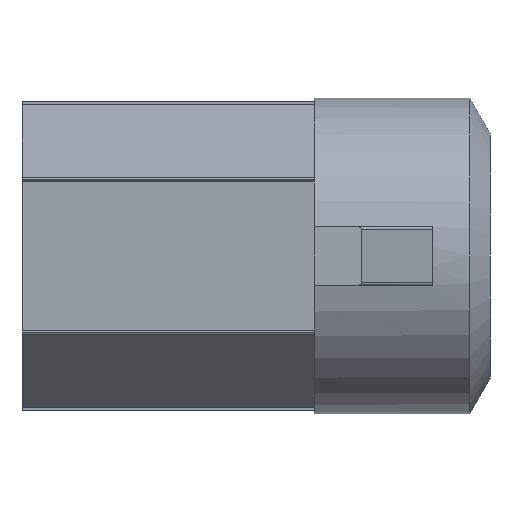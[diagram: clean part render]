
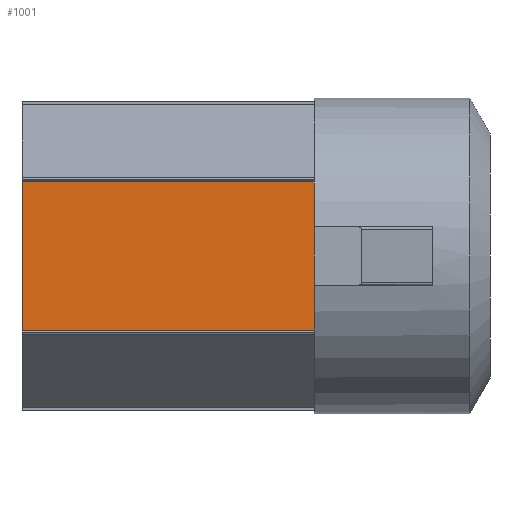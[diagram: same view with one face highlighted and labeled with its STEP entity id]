
A CAD part, left-side view. The second image highlights one B-rep face of the part: STEP entity #1001.
In plain terms, the highlighted planar face has unit normal (-1, 0, 0).
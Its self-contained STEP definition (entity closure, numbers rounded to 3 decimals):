
#162=DIRECTION('',(0.,0.,1.));
#163=VECTOR('',#162,12.759);
#164=CARTESIAN_POINT('',(-11.25,0.,-6.38));
#165=LINE('',#164,#163);
#166=DIRECTION('',(0.,0.,1.));
#167=VECTOR('',#166,12.759);
#168=CARTESIAN_POINT('',(-11.25,25.,-6.38));
#169=LINE('',#168,#167);
#174=DIRECTION('',(0.,1.,0.));
#175=VECTOR('',#174,25.);
#176=CARTESIAN_POINT('',(-11.25,0.,-6.38));
#177=LINE('',#176,#175);
#214=DIRECTION('',(0.,1.,0.));
#215=VECTOR('',#214,25.);
#216=CARTESIAN_POINT('',(-11.25,0.,6.38));
#217=LINE('',#216,#215);
#736=CARTESIAN_POINT('',(-11.25,25.,6.38));
#738=VERTEX_POINT('',#736);
#748=CARTESIAN_POINT('',(-11.25,0.,-6.38));
#749=CARTESIAN_POINT('',(-11.25,0.,6.38));
#750=VERTEX_POINT('',#748);
#751=VERTEX_POINT('',#749);
#764=CARTESIAN_POINT('',(-11.25,25.,-6.38));
#766=VERTEX_POINT('',#764);
#988=CARTESIAN_POINT('',(-11.25,0.,0.));
#989=DIRECTION('',(-1.,0.,0.));
#990=DIRECTION('',(0.,0.,1.));
#991=AXIS2_PLACEMENT_3D('',#988,#989,#990);
#992=PLANE('',#991);
#993=ORIENTED_EDGE('',*,*,#938,.F.);
#995=ORIENTED_EDGE('',*,*,#994,.T.);
#996=ORIENTED_EDGE('',*,*,#873,.T.);
#998=ORIENTED_EDGE('',*,*,#997,.F.);
#999=EDGE_LOOP('',(#993,#995,#996,#998));
#1000=FACE_OUTER_BOUND('',#999,.F.);
#1001=ADVANCED_FACE('',(#1000),#992,.T.);
#873=EDGE_CURVE('',#766,#738,#169,.T.);
#938=EDGE_CURVE('',#750,#751,#165,.T.);
#994=EDGE_CURVE('',#750,#766,#177,.T.);
#997=EDGE_CURVE('',#751,#738,#217,.T.);
